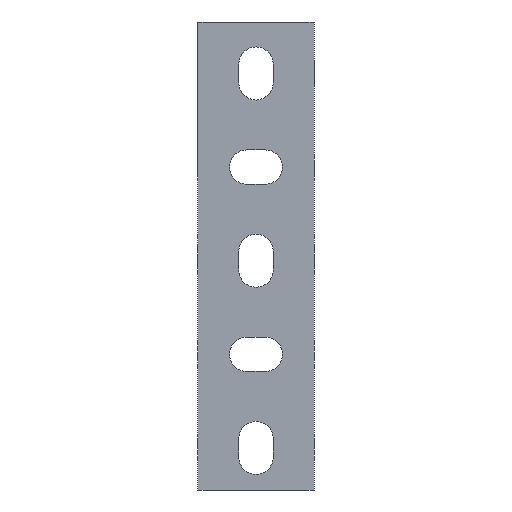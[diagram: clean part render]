
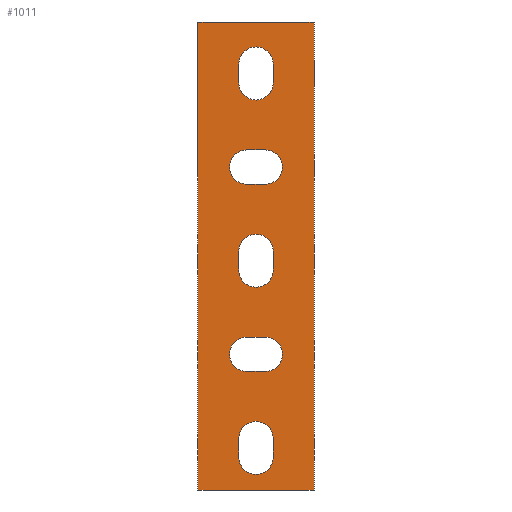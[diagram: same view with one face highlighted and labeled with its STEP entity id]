
A CAD part, front view. The second image highlights one B-rep face of the part: STEP entity #1011.
In plain terms, the highlighted planar face has unit normal (0, -1, 0).
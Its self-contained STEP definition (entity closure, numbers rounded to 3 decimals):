
#44=FACE_BOUND('',#165,.T.);
#45=FACE_BOUND('',#166,.T.);
#46=FACE_BOUND('',#167,.T.);
#47=FACE_BOUND('',#168,.T.);
#48=FACE_BOUND('',#169,.T.);
#79=CIRCLE('',#1098,5.5);
#80=CIRCLE('',#1099,5.5);
#81=CIRCLE('',#1100,5.5);
#82=CIRCLE('',#1101,5.5);
#83=CIRCLE('',#1102,5.5);
#84=CIRCLE('',#1103,5.5);
#85=CIRCLE('',#1104,5.5);
#86=CIRCLE('',#1105,5.5);
#87=CIRCLE('',#1106,5.5);
#88=CIRCLE('',#1107,5.5);
#106=FACE_OUTER_BOUND('',#164,.T.);
#164=EDGE_LOOP('',(#695,#696,#697,#698,#699,#700,#701,#702));
#165=EDGE_LOOP('',(#703,#704,#705,#706));
#166=EDGE_LOOP('',(#707,#708,#709,#710));
#167=EDGE_LOOP('',(#711,#712,#713,#714));
#168=EDGE_LOOP('',(#715,#716,#717,#718));
#169=EDGE_LOOP('',(#719,#720,#721,#722));
#253=LINE('',#1525,#351);
#254=LINE('',#1527,#352);
#255=LINE('',#1529,#353);
#256=LINE('',#1531,#354);
#257=LINE('',#1533,#355);
#258=LINE('',#1535,#356);
#259=LINE('',#1537,#357);
#260=LINE('',#1538,#358);
#261=LINE('',#1543,#359);
#262=LINE('',#1546,#360);
#263=LINE('',#1551,#361);
#264=LINE('',#1554,#362);
#265=LINE('',#1559,#363);
#266=LINE('',#1562,#364);
#267=LINE('',#1567,#365);
#268=LINE('',#1570,#366);
#269=LINE('',#1575,#367);
#270=LINE('',#1578,#368);
#351=VECTOR('',#1229,10.);
#352=VECTOR('',#1230,10.);
#353=VECTOR('',#1231,10.);
#354=VECTOR('',#1232,10.);
#355=VECTOR('',#1233,10.);
#356=VECTOR('',#1234,10.);
#357=VECTOR('',#1235,10.);
#358=VECTOR('',#1236,10.);
#359=VECTOR('',#1239,10.);
#360=VECTOR('',#1242,10.);
#361=VECTOR('',#1245,10.);
#362=VECTOR('',#1248,10.);
#363=VECTOR('',#1251,10.);
#364=VECTOR('',#1254,10.);
#365=VECTOR('',#1257,10.);
#366=VECTOR('',#1260,10.);
#367=VECTOR('',#1263,10.);
#368=VECTOR('',#1266,10.);
#463=VERTEX_POINT('',#1523);
#464=VERTEX_POINT('',#1524);
#465=VERTEX_POINT('',#1526);
#466=VERTEX_POINT('',#1528);
#467=VERTEX_POINT('',#1530);
#468=VERTEX_POINT('',#1532);
#469=VERTEX_POINT('',#1534);
#470=VERTEX_POINT('',#1536);
#471=VERTEX_POINT('',#1539);
#472=VERTEX_POINT('',#1540);
#473=VERTEX_POINT('',#1542);
#474=VERTEX_POINT('',#1544);
#475=VERTEX_POINT('',#1547);
#476=VERTEX_POINT('',#1548);
#477=VERTEX_POINT('',#1550);
#478=VERTEX_POINT('',#1552);
#479=VERTEX_POINT('',#1555);
#480=VERTEX_POINT('',#1556);
#481=VERTEX_POINT('',#1558);
#482=VERTEX_POINT('',#1560);
#483=VERTEX_POINT('',#1563);
#484=VERTEX_POINT('',#1564);
#485=VERTEX_POINT('',#1566);
#486=VERTEX_POINT('',#1568);
#487=VERTEX_POINT('',#1571);
#488=VERTEX_POINT('',#1572);
#489=VERTEX_POINT('',#1574);
#490=VERTEX_POINT('',#1576);
#556=EDGE_CURVE('',#463,#464,#253,.T.);
#557=EDGE_CURVE('',#463,#465,#254,.T.);
#558=EDGE_CURVE('',#466,#465,#255,.T.);
#559=EDGE_CURVE('',#467,#466,#256,.T.);
#560=EDGE_CURVE('',#468,#467,#257,.T.);
#561=EDGE_CURVE('',#468,#469,#258,.T.);
#562=EDGE_CURVE('',#470,#469,#259,.T.);
#563=EDGE_CURVE('',#464,#470,#260,.T.);
#564=EDGE_CURVE('',#471,#472,#79,.T.);
#565=EDGE_CURVE('',#472,#473,#261,.T.);
#566=EDGE_CURVE('',#473,#474,#80,.T.);
#567=EDGE_CURVE('',#474,#471,#262,.T.);
#568=EDGE_CURVE('',#475,#476,#81,.T.);
#569=EDGE_CURVE('',#476,#477,#263,.T.);
#570=EDGE_CURVE('',#477,#478,#82,.T.);
#571=EDGE_CURVE('',#478,#475,#264,.T.);
#572=EDGE_CURVE('',#479,#480,#83,.T.);
#573=EDGE_CURVE('',#480,#481,#265,.T.);
#574=EDGE_CURVE('',#481,#482,#84,.T.);
#575=EDGE_CURVE('',#482,#479,#266,.T.);
#576=EDGE_CURVE('',#483,#484,#85,.T.);
#577=EDGE_CURVE('',#484,#485,#267,.T.);
#578=EDGE_CURVE('',#485,#486,#86,.T.);
#579=EDGE_CURVE('',#486,#483,#268,.T.);
#580=EDGE_CURVE('',#487,#488,#87,.T.);
#581=EDGE_CURVE('',#488,#489,#269,.T.);
#582=EDGE_CURVE('',#489,#490,#88,.T.);
#583=EDGE_CURVE('',#490,#487,#270,.T.);
#695=ORIENTED_EDGE('',*,*,#556,.F.);
#696=ORIENTED_EDGE('',*,*,#557,.T.);
#697=ORIENTED_EDGE('',*,*,#558,.F.);
#698=ORIENTED_EDGE('',*,*,#559,.F.);
#699=ORIENTED_EDGE('',*,*,#560,.F.);
#700=ORIENTED_EDGE('',*,*,#561,.T.);
#701=ORIENTED_EDGE('',*,*,#562,.F.);
#702=ORIENTED_EDGE('',*,*,#563,.F.);
#703=ORIENTED_EDGE('',*,*,#564,.T.);
#704=ORIENTED_EDGE('',*,*,#565,.T.);
#705=ORIENTED_EDGE('',*,*,#566,.T.);
#706=ORIENTED_EDGE('',*,*,#567,.T.);
#707=ORIENTED_EDGE('',*,*,#568,.T.);
#708=ORIENTED_EDGE('',*,*,#569,.T.);
#709=ORIENTED_EDGE('',*,*,#570,.T.);
#710=ORIENTED_EDGE('',*,*,#571,.T.);
#711=ORIENTED_EDGE('',*,*,#572,.T.);
#712=ORIENTED_EDGE('',*,*,#573,.T.);
#713=ORIENTED_EDGE('',*,*,#574,.T.);
#714=ORIENTED_EDGE('',*,*,#575,.T.);
#715=ORIENTED_EDGE('',*,*,#576,.T.);
#716=ORIENTED_EDGE('',*,*,#577,.T.);
#717=ORIENTED_EDGE('',*,*,#578,.T.);
#718=ORIENTED_EDGE('',*,*,#579,.T.);
#719=ORIENTED_EDGE('',*,*,#580,.T.);
#720=ORIENTED_EDGE('',*,*,#581,.T.);
#721=ORIENTED_EDGE('',*,*,#582,.T.);
#722=ORIENTED_EDGE('',*,*,#583,.T.);
#934=PLANE('',#1097);
#1011=ADVANCED_FACE('',(#106,#44,#45,#46,#47,#48),#934,.F.);
#1097=AXIS2_PLACEMENT_3D('',#1522,#1227,#1228);
#1098=AXIS2_PLACEMENT_3D('',#1541,#1237,#1238);
#1099=AXIS2_PLACEMENT_3D('',#1545,#1240,#1241);
#1100=AXIS2_PLACEMENT_3D('',#1549,#1243,#1244);
#1101=AXIS2_PLACEMENT_3D('',#1553,#1246,#1247);
#1102=AXIS2_PLACEMENT_3D('',#1557,#1249,#1250);
#1103=AXIS2_PLACEMENT_3D('',#1561,#1252,#1253);
#1104=AXIS2_PLACEMENT_3D('',#1565,#1255,#1256);
#1105=AXIS2_PLACEMENT_3D('',#1569,#1258,#1259);
#1106=AXIS2_PLACEMENT_3D('',#1573,#1261,#1262);
#1107=AXIS2_PLACEMENT_3D('',#1577,#1264,#1265);
#1227=DIRECTION('center_axis',(0.,1.,0.));
#1228=DIRECTION('ref_axis',(0.,0.,1.));
#1229=DIRECTION('',(1.,0.,0.));
#1230=DIRECTION('',(-1.,0.,0.));
#1231=DIRECTION('',(1.,0.,0.));
#1232=DIRECTION('',(0.,0.,1.));
#1233=DIRECTION('',(-1.,0.,0.));
#1234=DIRECTION('',(1.,0.,0.));
#1235=DIRECTION('',(-1.,0.,0.));
#1236=DIRECTION('',(0.,0.,-1.));
#1237=DIRECTION('center_axis',(0.,1.,0.));
#1238=DIRECTION('ref_axis',(-1.,0.,0.));
#1239=DIRECTION('',(0.,0.,1.));
#1240=DIRECTION('center_axis',(0.,1.,0.));
#1241=DIRECTION('ref_axis',(1.,0.,0.));
#1242=DIRECTION('',(0.,0.,-1.));
#1243=DIRECTION('center_axis',(0.,1.,0.));
#1244=DIRECTION('ref_axis',(-1.,0.,0.));
#1245=DIRECTION('',(0.,0.,1.));
#1246=DIRECTION('center_axis',(0.,1.,0.));
#1247=DIRECTION('ref_axis',(1.,0.,0.));
#1248=DIRECTION('',(0.,0.,-1.));
#1249=DIRECTION('center_axis',(0.,1.,0.));
#1250=DIRECTION('ref_axis',(1.,0.,0.));
#1251=DIRECTION('',(0.,0.,1.));
#1252=DIRECTION('center_axis',(0.,1.,0.));
#1253=DIRECTION('ref_axis',(-1.,0.,0.));
#1254=DIRECTION('',(0.,0.,-1.));
#1255=DIRECTION('center_axis',(0.,1.,0.));
#1256=DIRECTION('ref_axis',(0.,0.,1.));
#1257=DIRECTION('',(-1.,0.,0.));
#1258=DIRECTION('center_axis',(0.,1.,0.));
#1259=DIRECTION('ref_axis',(0.,0.,-1.));
#1260=DIRECTION('',(1.,0.,0.));
#1261=DIRECTION('center_axis',(0.,1.,0.));
#1262=DIRECTION('ref_axis',(0.,0.,1.));
#1263=DIRECTION('',(-1.,0.,0.));
#1264=DIRECTION('center_axis',(0.,1.,0.));
#1265=DIRECTION('ref_axis',(0.,0.,-1.));
#1266=DIRECTION('',(1.,0.,0.));
#1522=CARTESIAN_POINT('Origin',(-44.5,0.,-75.));
#1523=CARTESIAN_POINT('',(-29.852,0.,0.));
#1524=CARTESIAN_POINT('',(-25.852,0.,0.));
#1525=CARTESIAN_POINT('',(-51.824,0.,0.));
#1526=CARTESIAN_POINT('',(-59.148,0.,0.));
#1527=CARTESIAN_POINT('',(0.,0.,0.));
#1528=CARTESIAN_POINT('',(-63.148,0.,0.));
#1529=CARTESIAN_POINT('',(-51.824,0.,0.));
#1530=CARTESIAN_POINT('',(-63.148,0.,-150.));
#1531=CARTESIAN_POINT('',(-63.148,0.,-75.));
#1532=CARTESIAN_POINT('',(-59.148,0.,-150.));
#1533=CARTESIAN_POINT('',(-55.574,0.,-150.));
#1534=CARTESIAN_POINT('',(-29.852,0.,-150.));
#1535=CARTESIAN_POINT('',(-89.,0.,-150.));
#1536=CARTESIAN_POINT('',(-25.852,0.,-150.));
#1537=CARTESIAN_POINT('',(-55.574,0.,-150.));
#1538=CARTESIAN_POINT('',(-25.852,0.,-75.));
#1539=CARTESIAN_POINT('',(-39.,0.,-139.5));
#1540=CARTESIAN_POINT('',(-50.,0.,-139.5));
#1541=CARTESIAN_POINT('Origin',(-44.5,0.,-139.5));
#1542=CARTESIAN_POINT('',(-50.,0.,-133.5));
#1543=CARTESIAN_POINT('',(-50.,0.,-104.25));
#1544=CARTESIAN_POINT('',(-39.,0.,-133.5));
#1545=CARTESIAN_POINT('Origin',(-44.5,0.,-133.5));
#1546=CARTESIAN_POINT('',(-39.,0.,-107.25));
#1547=CARTESIAN_POINT('',(-39.,0.,-79.5));
#1548=CARTESIAN_POINT('',(-50.,0.,-79.5));
#1549=CARTESIAN_POINT('Origin',(-44.5,0.,-79.5));
#1550=CARTESIAN_POINT('',(-50.,0.,-73.5));
#1551=CARTESIAN_POINT('',(-50.,0.,-74.25));
#1552=CARTESIAN_POINT('',(-39.,0.,-73.5));
#1553=CARTESIAN_POINT('Origin',(-44.5,0.,-73.5));
#1554=CARTESIAN_POINT('',(-39.,0.,-77.25));
#1555=CARTESIAN_POINT('',(-39.,0.,-19.5));
#1556=CARTESIAN_POINT('',(-50.,0.,-19.5));
#1557=CARTESIAN_POINT('Origin',(-44.5,0.,-19.5));
#1558=CARTESIAN_POINT('',(-50.,0.,-13.5));
#1559=CARTESIAN_POINT('',(-50.,0.,-44.25));
#1560=CARTESIAN_POINT('',(-39.,0.,-13.5));
#1561=CARTESIAN_POINT('Origin',(-44.5,0.,-13.5));
#1562=CARTESIAN_POINT('',(-39.,0.,-47.25));
#1563=CARTESIAN_POINT('',(-41.5,0.,-41.));
#1564=CARTESIAN_POINT('',(-41.5,0.,-52.));
#1565=CARTESIAN_POINT('Origin',(-41.5,0.,-46.5));
#1566=CARTESIAN_POINT('',(-47.5,0.,-52.));
#1567=CARTESIAN_POINT('',(-46.,0.,-52.));
#1568=CARTESIAN_POINT('',(-47.5,0.,-41.));
#1569=CARTESIAN_POINT('Origin',(-47.5,0.,-46.5));
#1570=CARTESIAN_POINT('',(-43.,0.,-41.));
#1571=CARTESIAN_POINT('',(-41.5,0.,-101.));
#1572=CARTESIAN_POINT('',(-41.5,0.,-112.));
#1573=CARTESIAN_POINT('Origin',(-41.5,0.,-106.5));
#1574=CARTESIAN_POINT('',(-47.5,0.,-112.));
#1575=CARTESIAN_POINT('',(-46.,0.,-112.));
#1576=CARTESIAN_POINT('',(-47.5,0.,-101.));
#1577=CARTESIAN_POINT('Origin',(-47.5,0.,-106.5));
#1578=CARTESIAN_POINT('',(-43.,0.,-101.));
